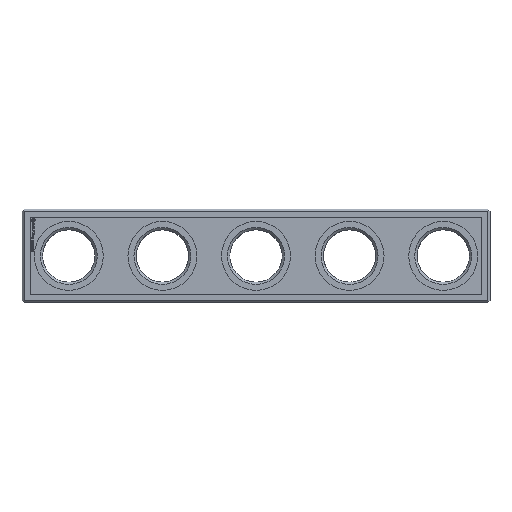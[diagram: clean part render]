
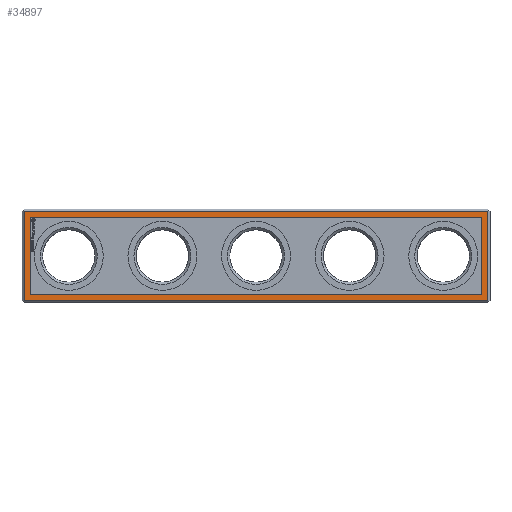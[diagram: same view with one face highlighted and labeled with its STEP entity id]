
A CAD part, top view. The second image highlights one B-rep face of the part: STEP entity #34897.
In plain terms, the highlighted planar face has unit normal (0, 0, 1).
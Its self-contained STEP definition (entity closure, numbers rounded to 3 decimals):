
#398 = PLANE('',#399);
#399 = AXIS2_PLACEMENT_3D('',#400,#401,#402);
#400 = CARTESIAN_POINT('',(1.1,6.25,12.4));
#401 = DIRECTION('',(1.,0.,0.));
#402 = DIRECTION('',(0.,0.,1.));
#426 = PLANE('',#427);
#427 = AXIS2_PLACEMENT_3D('',#428,#429,#430);
#428 = CARTESIAN_POINT('',(31.25,1.1,12.4));
#429 = DIRECTION('',(0.,1.,0.));
#430 = DIRECTION('',(0.,0.,1.));
#454 = PLANE('',#455);
#455 = AXIS2_PLACEMENT_3D('',#456,#457,#458);
#456 = CARTESIAN_POINT('',(61.4,11.4,12.5));
#457 = DIRECTION('',(-1.,0.,0.));
#458 = DIRECTION('',(0.,-1.,0.));
#480 = PLANE('',#481);
#481 = AXIS2_PLACEMENT_3D('',#482,#483,#484);
#482 = CARTESIAN_POINT('',(31.25,11.4,12.4));
#483 = DIRECTION('',(0.,-1.,0.));
#484 = DIRECTION('',(0.,0.,-1.));
#10351 = VERTEX_POINT('',#10352);
#10352 = CARTESIAN_POINT('',(1.1,1.1,12.5));
#10375 = VERTEX_POINT('',#10376);
#10376 = CARTESIAN_POINT('',(1.1,11.4,12.5));
#10397 = EDGE_CURVE('',#10375,#10351,#10398,.T.);
#10398 = SURFACE_CURVE('',#10399,(#10403,#10410),.PCURVE_S1.);
#10399 = LINE('',#10400,#10401);
#10400 = CARTESIAN_POINT('',(1.1,6.25,12.5));
#10401 = VECTOR('',#10402,1.);
#10402 = DIRECTION('',(0.,-1.,0.));
#10403 = PCURVE('',#398,#10404);
#10404 = DEFINITIONAL_REPRESENTATION('',(#10405),#10409);
#10405 = LINE('',#10406,#10407);
#10406 = CARTESIAN_POINT('',(0.1,0.));
#10407 = VECTOR('',#10408,1.);
#10408 = DIRECTION('',(0.,1.));
#10409 = ( GEOMETRIC_REPRESENTATION_CONTEXT(2) 
PARAMETRIC_REPRESENTATION_CONTEXT() REPRESENTATION_CONTEXT('2D SPACE',''
  ) );
#10410 = PCURVE('',#10411,#10416);
#10411 = PLANE('',#10412);
#10412 = AXIS2_PLACEMENT_3D('',#10413,#10414,#10415);
#10413 = CARTESIAN_POINT('',(31.25,6.25,12.5));
#10414 = DIRECTION('',(0.,0.,1.));
#10415 = DIRECTION('',(1.,0.,0.));
#10416 = DEFINITIONAL_REPRESENTATION('',(#10417),#10421);
#10417 = LINE('',#10418,#10419);
#10418 = CARTESIAN_POINT('',(-30.15,0.));
#10419 = VECTOR('',#10420,1.);
#10420 = DIRECTION('',(0.,-1.));
#10421 = ( GEOMETRIC_REPRESENTATION_CONTEXT(2) 
PARAMETRIC_REPRESENTATION_CONTEXT() REPRESENTATION_CONTEXT('2D SPACE',''
  ) );
#11905 = PLANE('',#11906);
#11906 = AXIS2_PLACEMENT_3D('',#11907,#11908,#11909);
#11907 = CARTESIAN_POINT('',(0.,0.,12.2
    ));
#11908 = DIRECTION('',(0.,-0.707,
    0.707));
#11909 = DIRECTION('',(0.,0.707,0.707)
  );
#11933 = PLANE('',#11934);
#11934 = AXIS2_PLACEMENT_3D('',#11935,#11936,#11937);
#11935 = CARTESIAN_POINT('',(0.3,0.,12.5));
#11936 = DIRECTION('',(-0.707,0.,
    0.707));
#11937 = DIRECTION('',(-0.707,0.,
    -0.707));
#12135 = VERTEX_POINT('',#12136);
#12136 = CARTESIAN_POINT('',(0.3,0.3,12.5));
#12157 = EDGE_CURVE('',#12135,#12158,#12160,.T.);
#12158 = VERTEX_POINT('',#12159);
#12159 = CARTESIAN_POINT('',(0.3,12.2,12.5));
#12160 = SURFACE_CURVE('',#12161,(#12165,#12172),.PCURVE_S1.);
#12161 = LINE('',#12162,#12163);
#12162 = CARTESIAN_POINT('',(0.3,0.,12.5));
#12163 = VECTOR('',#12164,1.);
#12164 = DIRECTION('',(0.,1.,0.));
#12165 = PCURVE('',#11933,#12166);
#12166 = DEFINITIONAL_REPRESENTATION('',(#12167),#12171);
#12167 = LINE('',#12168,#12169);
#12168 = CARTESIAN_POINT('',(0.,0.));
#12169 = VECTOR('',#12170,1.);
#12170 = DIRECTION('',(0.,-1.));
#12171 = ( GEOMETRIC_REPRESENTATION_CONTEXT(2) 
PARAMETRIC_REPRESENTATION_CONTEXT() REPRESENTATION_CONTEXT('2D SPACE',''
  ) );
#12172 = PCURVE('',#10411,#12173);
#12173 = DEFINITIONAL_REPRESENTATION('',(#12174),#12178);
#12174 = LINE('',#12175,#12176);
#12175 = CARTESIAN_POINT('',(-30.95,-6.25));
#12176 = VECTOR('',#12177,1.);
#12177 = DIRECTION('',(0.,1.));
#12178 = ( GEOMETRIC_REPRESENTATION_CONTEXT(2) 
PARAMETRIC_REPRESENTATION_CONTEXT() REPRESENTATION_CONTEXT('2D SPACE',''
  ) );
#12196 = PLANE('',#12197);
#12197 = AXIS2_PLACEMENT_3D('',#12198,#12199,#12200);
#12198 = CARTESIAN_POINT('',(0.,12.5,12.2));
#12199 = DIRECTION('',(0.,-0.707,-0.707
    ));
#12200 = DIRECTION('',(0.,-0.707,
    0.707));
#34699 = EDGE_CURVE('',#12135,#34700,#34702,.T.);
#34700 = VERTEX_POINT('',#34701);
#34701 = CARTESIAN_POINT('',(62.2,0.3,12.5));
#34702 = SURFACE_CURVE('',#34703,(#34707,#34714),.PCURVE_S1.);
#34703 = LINE('',#34704,#34705);
#34704 = CARTESIAN_POINT('',(0.,0.3,12.5));
#34705 = VECTOR('',#34706,1.);
#34706 = DIRECTION('',(1.,0.,0.));
#34707 = PCURVE('',#11905,#34708);
#34708 = DEFINITIONAL_REPRESENTATION('',(#34709),#34713);
#34709 = LINE('',#34710,#34711);
#34710 = CARTESIAN_POINT('',(0.424,0.));
#34711 = VECTOR('',#34712,1.);
#34712 = DIRECTION('',(0.,-1.));
#34713 = ( GEOMETRIC_REPRESENTATION_CONTEXT(2) 
PARAMETRIC_REPRESENTATION_CONTEXT() REPRESENTATION_CONTEXT('2D SPACE',''
  ) );
#34714 = PCURVE('',#10411,#34715);
#34715 = DEFINITIONAL_REPRESENTATION('',(#34716),#34720);
#34716 = LINE('',#34717,#34718);
#34717 = CARTESIAN_POINT('',(-31.25,-5.95));
#34718 = VECTOR('',#34719,1.);
#34719 = DIRECTION('',(1.,0.));
#34720 = ( GEOMETRIC_REPRESENTATION_CONTEXT(2) 
PARAMETRIC_REPRESENTATION_CONTEXT() REPRESENTATION_CONTEXT('2D SPACE',''
  ) );
#34762 = PLANE('',#34763);
#34763 = AXIS2_PLACEMENT_3D('',#34764,#34765,#34766);
#34764 = CARTESIAN_POINT('',(62.2,0.,12.5));
#34765 = DIRECTION('',(-0.707,0.,
    -0.707));
#34766 = DIRECTION('',(0.707,0.,-0.707
    ));
#34828 = EDGE_CURVE('',#12158,#34829,#34831,.T.);
#34829 = VERTEX_POINT('',#34830);
#34830 = CARTESIAN_POINT('',(62.2,12.2,12.5));
#34831 = SURFACE_CURVE('',#34832,(#34836,#34843),.PCURVE_S1.);
#34832 = LINE('',#34833,#34834);
#34833 = CARTESIAN_POINT('',(0.,12.2,12.5));
#34834 = VECTOR('',#34835,1.);
#34835 = DIRECTION('',(1.,0.,0.));
#34836 = PCURVE('',#12196,#34837);
#34837 = DEFINITIONAL_REPRESENTATION('',(#34838),#34842);
#34838 = LINE('',#34839,#34840);
#34839 = CARTESIAN_POINT('',(0.424,0.));
#34840 = VECTOR('',#34841,1.);
#34841 = DIRECTION('',(0.,-1.));
#34842 = ( GEOMETRIC_REPRESENTATION_CONTEXT(2) 
PARAMETRIC_REPRESENTATION_CONTEXT() REPRESENTATION_CONTEXT('2D SPACE',''
  ) );
#34843 = PCURVE('',#10411,#34844);
#34844 = DEFINITIONAL_REPRESENTATION('',(#34845),#34849);
#34845 = LINE('',#34846,#34847);
#34846 = CARTESIAN_POINT('',(-31.25,5.95));
#34847 = VECTOR('',#34848,1.);
#34848 = DIRECTION('',(1.,0.));
#34849 = ( GEOMETRIC_REPRESENTATION_CONTEXT(2) 
PARAMETRIC_REPRESENTATION_CONTEXT() REPRESENTATION_CONTEXT('2D SPACE',''
  ) );
#34897 = ADVANCED_FACE('',(#34898,#34924),#10411,.T.);
#34898 = FACE_BOUND('',#34899,.T.);
#34899 = EDGE_LOOP('',(#34900,#34901,#34902,#34903));
#34900 = ORIENTED_EDGE('',*,*,#34828,.F.);
#34901 = ORIENTED_EDGE('',*,*,#12157,.F.);
#34902 = ORIENTED_EDGE('',*,*,#34699,.T.);
#34903 = ORIENTED_EDGE('',*,*,#34904,.T.);
#34904 = EDGE_CURVE('',#34700,#34829,#34905,.T.);
#34905 = SURFACE_CURVE('',#34906,(#34910,#34917),.PCURVE_S1.);
#34906 = LINE('',#34907,#34908);
#34907 = CARTESIAN_POINT('',(62.2,0.,12.5));
#34908 = VECTOR('',#34909,1.);
#34909 = DIRECTION('',(0.,1.,0.));
#34910 = PCURVE('',#10411,#34911);
#34911 = DEFINITIONAL_REPRESENTATION('',(#34912),#34916);
#34912 = LINE('',#34913,#34914);
#34913 = CARTESIAN_POINT('',(30.95,-6.25));
#34914 = VECTOR('',#34915,1.);
#34915 = DIRECTION('',(0.,1.));
#34916 = ( GEOMETRIC_REPRESENTATION_CONTEXT(2) 
PARAMETRIC_REPRESENTATION_CONTEXT() REPRESENTATION_CONTEXT('2D SPACE',''
  ) );
#34917 = PCURVE('',#34762,#34918);
#34918 = DEFINITIONAL_REPRESENTATION('',(#34919),#34923);
#34919 = LINE('',#34920,#34921);
#34920 = CARTESIAN_POINT('',(0.,0.));
#34921 = VECTOR('',#34922,1.);
#34922 = DIRECTION('',(0.,-1.));
#34923 = ( GEOMETRIC_REPRESENTATION_CONTEXT(2) 
PARAMETRIC_REPRESENTATION_CONTEXT() REPRESENTATION_CONTEXT('2D SPACE',''
  ) );
#34924 = FACE_BOUND('',#34925,.T.);
#34925 = EDGE_LOOP('',(#34926,#34927,#34950,#34973));
#34926 = ORIENTED_EDGE('',*,*,#10397,.F.);
#34927 = ORIENTED_EDGE('',*,*,#34928,.T.);
#34928 = EDGE_CURVE('',#10375,#34929,#34931,.T.);
#34929 = VERTEX_POINT('',#34930);
#34930 = CARTESIAN_POINT('',(61.4,11.4,12.5));
#34931 = SURFACE_CURVE('',#34932,(#34936,#34943),.PCURVE_S1.);
#34932 = LINE('',#34933,#34934);
#34933 = CARTESIAN_POINT('',(1.1,11.4,12.5));
#34934 = VECTOR('',#34935,1.);
#34935 = DIRECTION('',(1.,0.,0.));
#34936 = PCURVE('',#10411,#34937);
#34937 = DEFINITIONAL_REPRESENTATION('',(#34938),#34942);
#34938 = LINE('',#34939,#34940);
#34939 = CARTESIAN_POINT('',(-30.15,5.15));
#34940 = VECTOR('',#34941,1.);
#34941 = DIRECTION('',(1.,0.));
#34942 = ( GEOMETRIC_REPRESENTATION_CONTEXT(2) 
PARAMETRIC_REPRESENTATION_CONTEXT() REPRESENTATION_CONTEXT('2D SPACE',''
  ) );
#34943 = PCURVE('',#480,#34944);
#34944 = DEFINITIONAL_REPRESENTATION('',(#34945),#34949);
#34945 = LINE('',#34946,#34947);
#34946 = CARTESIAN_POINT('',(-0.1,-30.15));
#34947 = VECTOR('',#34948,1.);
#34948 = DIRECTION('',(0.,1.));
#34949 = ( GEOMETRIC_REPRESENTATION_CONTEXT(2) 
PARAMETRIC_REPRESENTATION_CONTEXT() REPRESENTATION_CONTEXT('2D SPACE',''
  ) );
#34950 = ORIENTED_EDGE('',*,*,#34951,.T.);
#34951 = EDGE_CURVE('',#34929,#34952,#34954,.T.);
#34952 = VERTEX_POINT('',#34953);
#34953 = CARTESIAN_POINT('',(61.4,1.1,12.5));
#34954 = SURFACE_CURVE('',#34955,(#34959,#34966),.PCURVE_S1.);
#34955 = LINE('',#34956,#34957);
#34956 = CARTESIAN_POINT('',(61.4,11.4,12.5));
#34957 = VECTOR('',#34958,1.);
#34958 = DIRECTION('',(0.,-1.,0.));
#34959 = PCURVE('',#10411,#34960);
#34960 = DEFINITIONAL_REPRESENTATION('',(#34961),#34965);
#34961 = LINE('',#34962,#34963);
#34962 = CARTESIAN_POINT('',(30.15,5.15));
#34963 = VECTOR('',#34964,1.);
#34964 = DIRECTION('',(0.,-1.));
#34965 = ( GEOMETRIC_REPRESENTATION_CONTEXT(2) 
PARAMETRIC_REPRESENTATION_CONTEXT() REPRESENTATION_CONTEXT('2D SPACE',''
  ) );
#34966 = PCURVE('',#454,#34967);
#34967 = DEFINITIONAL_REPRESENTATION('',(#34968),#34972);
#34968 = LINE('',#34969,#34970);
#34969 = CARTESIAN_POINT('',(0.,0.));
#34970 = VECTOR('',#34971,1.);
#34971 = DIRECTION('',(1.,0.));
#34972 = ( GEOMETRIC_REPRESENTATION_CONTEXT(2) 
PARAMETRIC_REPRESENTATION_CONTEXT() REPRESENTATION_CONTEXT('2D SPACE',''
  ) );
#34973 = ORIENTED_EDGE('',*,*,#34974,.F.);
#34974 = EDGE_CURVE('',#10351,#34952,#34975,.T.);
#34975 = SURFACE_CURVE('',#34976,(#34980,#34987),.PCURVE_S1.);
#34976 = LINE('',#34977,#34978);
#34977 = CARTESIAN_POINT('',(56.25,1.1,12.5));
#34978 = VECTOR('',#34979,1.);
#34979 = DIRECTION('',(1.,0.,0.));
#34980 = PCURVE('',#10411,#34981);
#34981 = DEFINITIONAL_REPRESENTATION('',(#34982),#34986);
#34982 = LINE('',#34983,#34984);
#34983 = CARTESIAN_POINT('',(25.,-5.15));
#34984 = VECTOR('',#34985,1.);
#34985 = DIRECTION('',(1.,0.));
#34986 = ( GEOMETRIC_REPRESENTATION_CONTEXT(2) 
PARAMETRIC_REPRESENTATION_CONTEXT() REPRESENTATION_CONTEXT('2D SPACE',''
  ) );
#34987 = PCURVE('',#426,#34988);
#34988 = DEFINITIONAL_REPRESENTATION('',(#34989),#34993);
#34989 = LINE('',#34990,#34991);
#34990 = CARTESIAN_POINT('',(0.1,25.));
#34991 = VECTOR('',#34992,1.);
#34992 = DIRECTION('',(0.,1.));
#34993 = ( GEOMETRIC_REPRESENTATION_CONTEXT(2) 
PARAMETRIC_REPRESENTATION_CONTEXT() REPRESENTATION_CONTEXT('2D SPACE',''
  ) );
